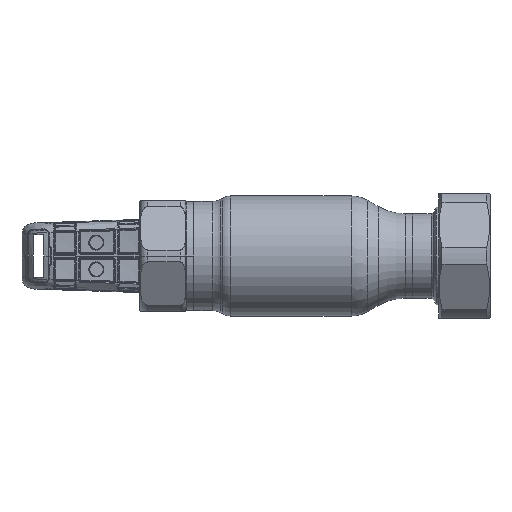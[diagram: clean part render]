
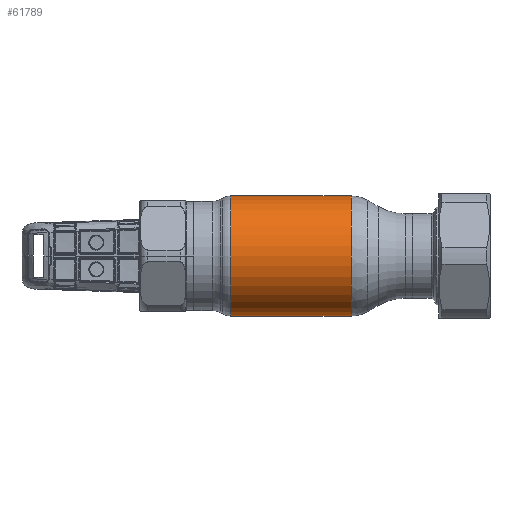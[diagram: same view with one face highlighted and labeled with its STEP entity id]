
A CAD part, front view. The second image highlights one B-rep face of the part: STEP entity #61789.
In plain terms, the highlighted cylindrical face has radius 22.25 mm (diameter 44.5 mm), a partial arc.
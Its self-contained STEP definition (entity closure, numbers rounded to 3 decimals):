
#346 = VERTEX_POINT ( 'NONE', #31402 ) ;
#465 = EDGE_LOOP ( 'NONE', ( #47286, #46358, #17380, #57590 ) ) ;
#889 = CIRCLE ( 'NONE', #10399, 22.25 ) ;
#1263 = DIRECTION ( 'NONE',  ( 1., 0., 0. ) ) ;
#2860 = CARTESIAN_POINT ( 'NONE',  ( 22.285, 0., 22.25 ) ) ;
#5572 = EDGE_CURVE ( 'NONE', #346, #38051, #8811, .T. ) ;
#6717 = CARTESIAN_POINT ( 'NONE',  ( 62.69, 0., -22.25 ) ) ;
#8811 = LINE ( 'NONE', #6717, #15734 ) ;
#10399 = AXIS2_PLACEMENT_3D ( 'NONE', #46005, #1263, #55450 ) ;
#11468 = DIRECTION ( 'NONE',  ( 1., 0., 0. ) ) ;
#13695 = DIRECTION ( 'NONE',  ( 1., 0., 0. ) ) ;
#13869 = CIRCLE ( 'NONE', #60191, 22.25 ) ;
#15734 = VECTOR ( 'NONE', #11468, 1000. ) ;
#16806 = VERTEX_POINT ( 'NONE', #2860 ) ;
#17380 = ORIENTED_EDGE ( 'NONE', *, *, #5572, .T. ) ;
#22315 = DIRECTION ( 'NONE',  ( 0., 0., -1. ) ) ;
#23298 = CARTESIAN_POINT ( 'NONE',  ( 22.285, 0., 0. ) ) ;
#24247 = FACE_OUTER_BOUND ( 'NONE', #465, .T. ) ;
#24801 = DIRECTION ( 'NONE',  ( 1., 0., 0. ) ) ;
#27504 = CARTESIAN_POINT ( 'NONE',  ( 62.69, 0., 0. ) ) ;
#31074 = LINE ( 'NONE', #38244, #34855 ) ;
#31402 = CARTESIAN_POINT ( 'NONE',  ( -22.285, 0., -22.25 ) ) ;
#31861 = EDGE_CURVE ( 'NONE', #50519, #346, #889, .T. ) ;
#34855 = VECTOR ( 'NONE', #13695, 1000. ) ;
#36314 = EDGE_CURVE ( 'NONE', #50519, #16806, #31074, .T. ) ;
#38051 = VERTEX_POINT ( 'NONE', #52154 ) ;
#38244 = CARTESIAN_POINT ( 'NONE',  ( 62.69, 0., 22.25 ) ) ;
#38781 = CYLINDRICAL_SURFACE ( 'NONE', #48789, 22.25 ) ;
#40757 = CARTESIAN_POINT ( 'NONE',  ( -22.285, 0., 22.25 ) ) ;
#41903 = DIRECTION ( 'NONE',  ( 1., 0., 0. ) ) ;
#46005 = CARTESIAN_POINT ( 'NONE',  ( -22.285, 0., 0. ) ) ;
#46358 = ORIENTED_EDGE ( 'NONE', *, *, #31861, .T. ) ;
#47286 = ORIENTED_EDGE ( 'NONE', *, *, #36314, .F. ) ;
#48061 = DIRECTION ( 'NONE',  ( 0., 0., -1. ) ) ;
#48789 = AXIS2_PLACEMENT_3D ( 'NONE', #27504, #41903, #22315 ) ;
#50519 = VERTEX_POINT ( 'NONE', #40757 ) ;
#52154 = CARTESIAN_POINT ( 'NONE',  ( 22.285, 0., -22.25 ) ) ;
#55450 = DIRECTION ( 'NONE',  ( 0., 0., -1. ) ) ;
#57590 = ORIENTED_EDGE ( 'NONE', *, *, #59240, .F. ) ;
#59240 = EDGE_CURVE ( 'NONE', #16806, #38051, #13869, .T. ) ;
#60191 = AXIS2_PLACEMENT_3D ( 'NONE', #23298, #24801, #48061 ) ;
#61789 = ADVANCED_FACE ( 'NONE', ( #24247 ), #38781, .T. ) ;
